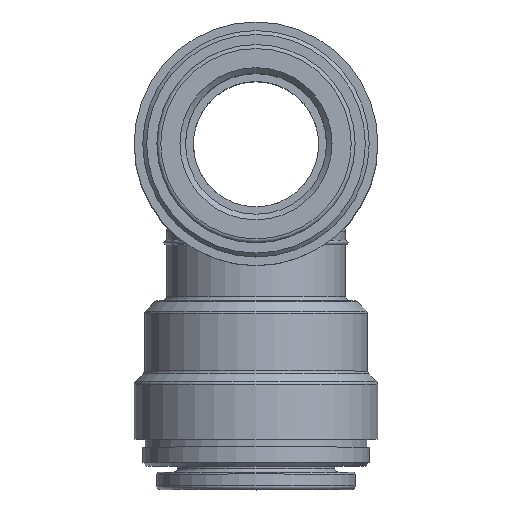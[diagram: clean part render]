
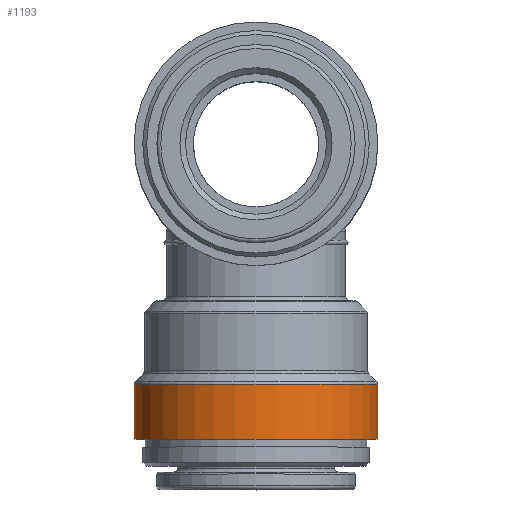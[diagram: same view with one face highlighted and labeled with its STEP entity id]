
A CAD part, top view. The second image highlights one B-rep face of the part: STEP entity #1193.
In plain terms, the highlighted cylindrical face has radius 15.55 mm (diameter 31.1 mm), a full revolution.
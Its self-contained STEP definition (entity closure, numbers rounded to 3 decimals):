
#313=ORIENTED_EDGE('',*,*,#463,.F.);
#314=ORIENTED_EDGE('',*,*,#462,.T.);
#462=EDGE_CURVE('',#569,#569,#672,.T.);
#463=EDGE_CURVE('',#570,#570,#673,.T.);
#569=VERTEX_POINT('',#2203);
#570=VERTEX_POINT('',#2206);
#672=CIRCLE('',#1402,15.55);
#673=CIRCLE('',#1404,15.55);
#841=EDGE_LOOP('',(#313));
#842=EDGE_LOOP('',(#314));
#1035=FACE_BOUND('',#841,.T.);
#1036=FACE_BOUND('',#842,.T.);
#1104=CYLINDRICAL_SURFACE('',#1403,15.55);
#1193=ADVANCED_FACE('',(#1035,#1036),#1104,.T.);
#1402=AXIS2_PLACEMENT_3D('',#2202,#1793,#1794);
#1403=AXIS2_PLACEMENT_3D('',#2204,#1795,#1796);
#1404=AXIS2_PLACEMENT_3D('',#2205,#1797,#1798);
#1793=DIRECTION('',(0.,1.,0.));
#1794=DIRECTION('',(0.,0.,1.));
#1795=DIRECTION('',(0.,1.,0.));
#1796=DIRECTION('',(0.,0.,1.));
#1797=DIRECTION('',(0.,1.,0.));
#1798=DIRECTION('',(0.,0.,1.));
#2202=CARTESIAN_POINT('',(0.,-37.65,0.));
#2203=CARTESIAN_POINT('',(0.,-37.65,15.55));
#2204=CARTESIAN_POINT('',(0.,0.,0.));
#2205=CARTESIAN_POINT('',(0.,-30.657,0.));
#2206=CARTESIAN_POINT('',(0.,-30.657,15.55));
